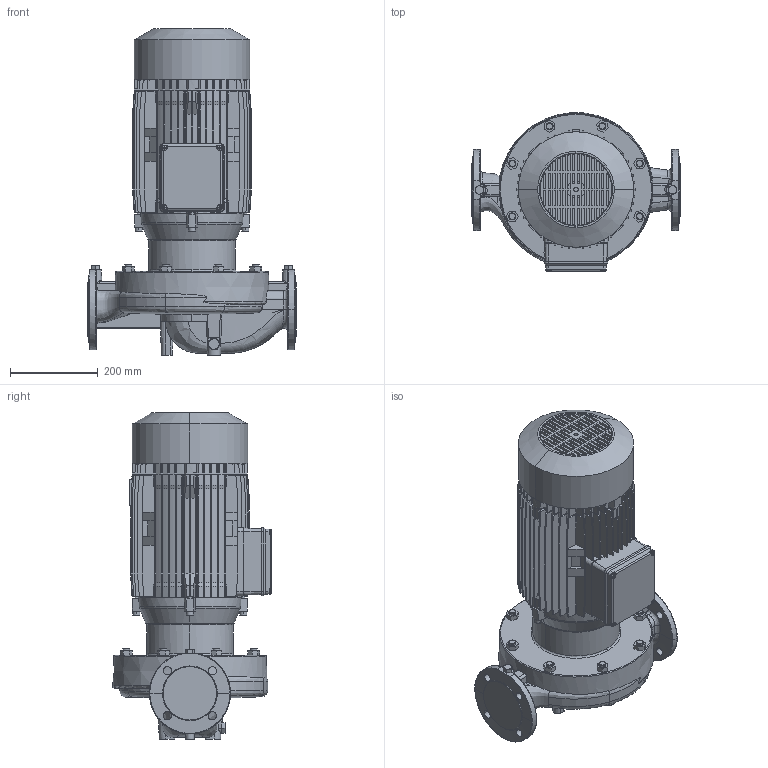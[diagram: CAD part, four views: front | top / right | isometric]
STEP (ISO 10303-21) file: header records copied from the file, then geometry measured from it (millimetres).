
FILE_DESCRIPTION (( 'STEP AP203' ), '1' );
FILE_NAME ('4.93.504.17swp01.step', '2023-06-09T08:09:23', ( '' ), ( '' ), 'SwSTEP 2.0', 'SolidWorks 2020', '' );
FILE_SCHEMA (( 'CONFIG_CONTROL_DESIGN' ));
Length unit declared in the file: millimetre
Products named in the file (1): 4.93.504.17swp01
Bounding box: 475 x 362.44 x 745.35 mm (x, y, z)
Volume: 38533122.1 mm3; surface area: 1681845.2 mm2
Topology: 1 solids, 1 shells, 1617 faces, 4592 edges, 3035 vertices
Faces by surface type: plane 1114, cylinder 203, cone 176, bspline 111, sphere 8, torus 5
Entity records: 148942 total; most frequent: CARTESIAN_POINT 108896, ORIENTED_EDGE 9150, DIRECTION 7056, EDGE_CURVE 4575, VERTEX_POINT 3031, LINE 2856, VECTOR 2856, AXIS2_PLACEMENT_3D 2100
